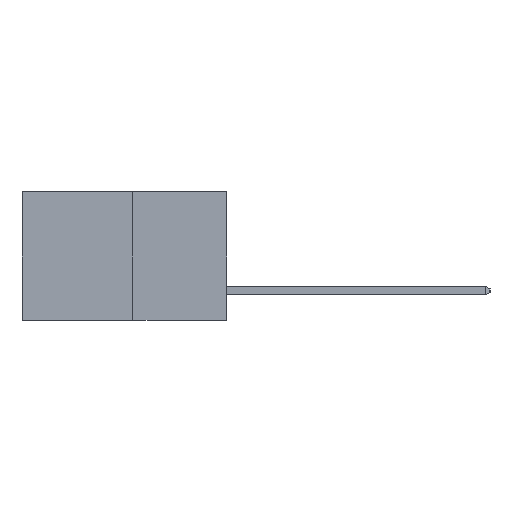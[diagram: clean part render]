
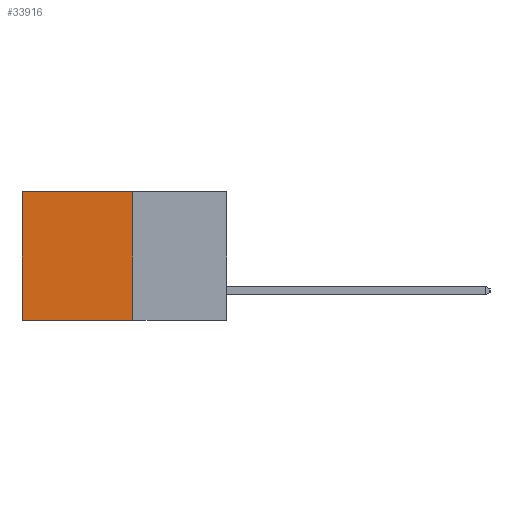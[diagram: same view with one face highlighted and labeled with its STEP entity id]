
A CAD part, left-side view. The second image highlights one B-rep face of the part: STEP entity #33916.
In plain terms, the highlighted planar face has unit normal (-1, 0, 0).
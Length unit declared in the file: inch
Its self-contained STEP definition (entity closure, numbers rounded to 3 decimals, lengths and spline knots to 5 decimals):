
#449 = EDGE_CURVE ( 'NONE', #5326, #1445, #26106, .T. ) ;
#1445 = VERTEX_POINT ( 'NONE', #17302 ) ;
#2300 = VECTOR ( 'NONE', #25789, 39.37008 ) ;
#2357 = ORIENTED_EDGE ( 'NONE', *, *, #9566, .T. ) ;
#2607 = EDGE_CURVE ( 'NONE', #3910, #25280, #10776, .T. ) ;
#2642 = CARTESIAN_POINT ( 'NONE',  ( 0.277, 0.27, 0. ) ) ;
#3107 = DIRECTION ( 'NONE',  ( 0., 1., 0. ) ) ;
#3127 = LINE ( 'NONE', #15343, #2300 ) ;
#3784 = VECTOR ( 'NONE', #7911, 39.37008 ) ;
#3910 = VERTEX_POINT ( 'NONE', #2642 ) ;
#5132 = VECTOR ( 'NONE', #3107, 39.37008 ) ;
#5326 = VERTEX_POINT ( 'NONE', #33772 ) ;
#5582 = FACE_OUTER_BOUND ( 'NONE', #29596, .T. ) ;
#6141 = PLANE ( 'NONE',  #11946 ) ;
#6473 = ORIENTED_EDGE ( 'NONE', *, *, #33602, .F. ) ;
#7911 = DIRECTION ( 'NONE',  ( 0., 1., 0. ) ) ;
#8779 = DIRECTION ( 'NONE',  ( 1., 0., 0. ) ) ;
#9553 = ORIENTED_EDGE ( 'NONE', *, *, #2607, .T. ) ;
#9566 = EDGE_CURVE ( 'NONE', #25280, #1445, #26038, .T. ) ;
#10776 = LINE ( 'NONE', #28785, #3784 ) ;
#11946 = AXIS2_PLACEMENT_3D ( 'NONE', #24533, #8779, #27151 ) ;
#13327 = DIRECTION ( 'NONE',  ( 0., 0., -1. ) ) ;
#15343 = CARTESIAN_POINT ( 'NONE',  ( 0.277, 0.27, -0.37 ) ) ;
#15857 = CARTESIAN_POINT ( 'NONE',  ( 0.277, 0.59, 0. ) ) ;
#17302 = CARTESIAN_POINT ( 'NONE',  ( 0.277, 0.59, -0.37 ) ) ;
#19089 = VECTOR ( 'NONE', #13327, 39.37008 ) ;
#20416 = CARTESIAN_POINT ( 'NONE',  ( 0.277, 0.27, -0.37 ) ) ;
#23794 = CARTESIAN_POINT ( 'NONE',  ( 0.277, 0.59, -0.37 ) ) ;
#24161 = ORIENTED_EDGE ( 'NONE', *, *, #449, .F. ) ;
#24533 = CARTESIAN_POINT ( 'NONE',  ( 0.277, 0.27, -0.37 ) ) ;
#25280 = VERTEX_POINT ( 'NONE', #15857 ) ;
#25789 = DIRECTION ( 'NONE',  ( 0., 0., -1. ) ) ;
#26038 = LINE ( 'NONE', #23794, #19089 ) ;
#26106 = LINE ( 'NONE', #20416, #5132 ) ;
#27151 = DIRECTION ( 'NONE',  ( 0., 0., -1. ) ) ;
#28785 = CARTESIAN_POINT ( 'NONE',  ( 0.277, 0.27, 0. ) ) ;
#29596 = EDGE_LOOP ( 'NONE', ( #2357, #24161, #6473, #9553 ) ) ;
#33602 = EDGE_CURVE ( 'NONE', #3910, #5326, #3127, .T. ) ;
#33772 = CARTESIAN_POINT ( 'NONE',  ( 0.277, 0.27, -0.37 ) ) ;
#33916 = ADVANCED_FACE ( 'NONE', ( #5582 ), #6141, .F. ) ;
